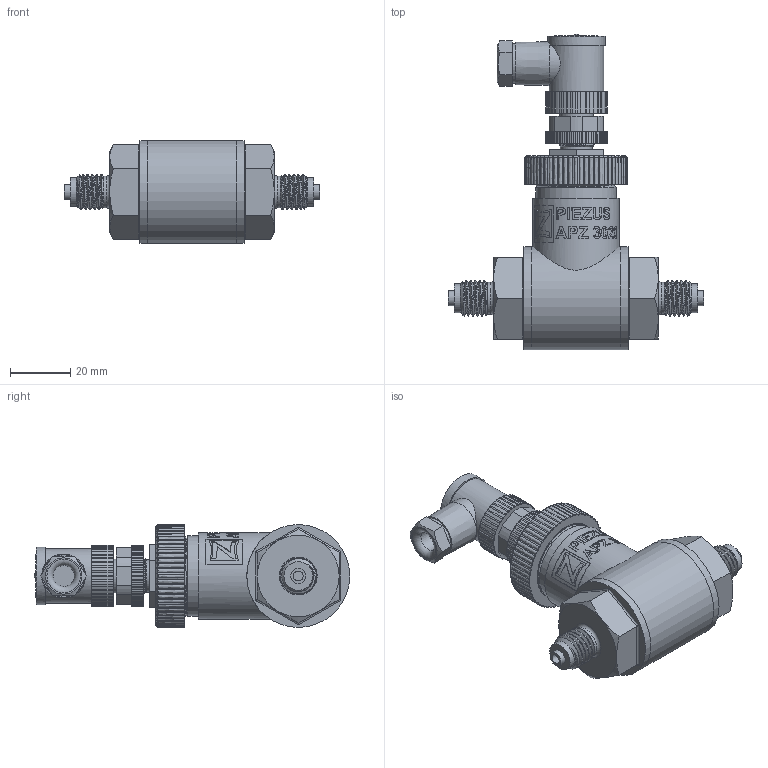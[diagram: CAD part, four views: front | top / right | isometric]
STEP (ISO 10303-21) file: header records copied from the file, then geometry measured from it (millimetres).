
FILE_DESCRIPTION(/* description */ (''),/* implementation_level */ '2;1');
FILE_NAME(/* name */ 'APZ3020_M12x1,5EN-axial_M12x1-angular.step',/* time_stamp */ '2021-07-28T15:07:26+03:00',/* author */ (''),/* organization */ (''),/* preprocessor_version */ 'ST-DEVELOPER v18.1',/* originating_system */ 'Autodesk Translation Framework v10.9.0.1377',/* authorisation */ '');
FILE_SCHEMA (('AUTOMOTIVE_DESIGN { 1 0 10303 214 3 1 1 }'));
Length unit declared in the file: millimetre
Products named in the file (8): АПЗ 3020 - filled; M12x1,5 EN; shell; shell2; nut M27x1.5 v8; nut2; M12x1 female angular v10; M12x1 male v16
Assembly tree (7 placements, depth 2):
  АПЗ 3020 - filled
    M12x1,5 EN
    shell
    shell2
    nut M27x1.5 v8
    nut2
    M12x1 female angular v10
    M12x1 male v16
Bounding box: 84.4 x 104.27 x 34 mm (x, y, z)
Volume: 81724.5 mm3; surface area: 33226.3 mm2
Topology: 17 solids, 17 shells, 1064 faces, 2923 edges, 1948 vertices
Faces by surface type: bspline 453, cylinder 377, plane 186, cone 40, torus 7, sphere 1
Full cylindrical faces by diameter (mm): 1 x12, 1.5 x4, 3.3 x2, 5 x2, 7 x1, 8 x1, 8.2 x1, 9.471 x2, 9.5 x2, 10.137 x10, 10.5 x2, 10.6 x2, 10.741 x6, 11.035 x4, 11.156 x1, 11.85 x8, 11.884 x5, 12.152 x4, 13 x1, 14 x1, 14.137 x4, 14.526 x3, 15.85 x3, 16.203 x3, 18 x1, 19 x1, 21.4 x2, 22.3 x1, 23.6 x1, 24 x3
Entity records: 60909 total; most frequent: CARTESIAN_POINT 37055, ORIENTED_EDGE 5846, DIRECTION 3431, EDGE_CURVE 2923, VERTEX_POINT 1948, B_SPLINE_CURVE_WITH_KNOTS 1268, AXIS2_PLACEMENT_3D 1240, EDGE_LOOP 1139
